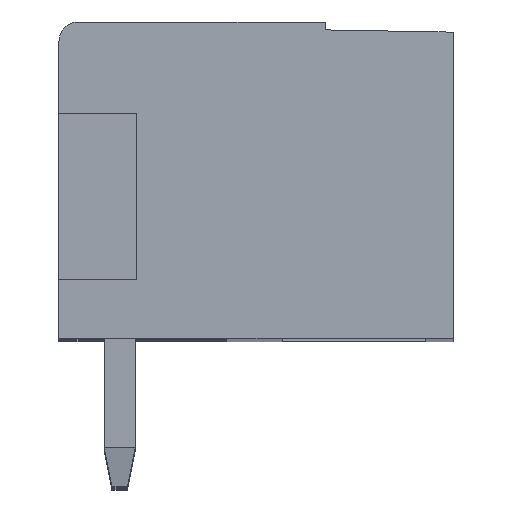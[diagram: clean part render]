
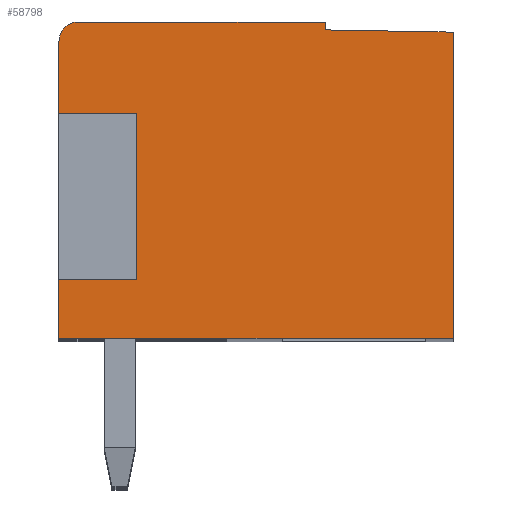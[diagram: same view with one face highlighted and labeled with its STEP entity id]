
A CAD part, top view. The second image highlights one B-rep face of the part: STEP entity #58798.
In plain terms, the highlighted planar face has unit normal (0, 0, 1).
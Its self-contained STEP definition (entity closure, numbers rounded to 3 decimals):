
#515=DIRECTION('',(-1.,0.,0.));
#516=VECTOR('',#515,6.326);
#517=CARTESIAN_POINT('',(-13.889,8.199,168.212));
#518=LINE('',#517,#516);
#21131=DIRECTION('',(0.,-1.,0.));
#21132=VECTOR('',#21131,7.84);
#21133=CARTESIAN_POINT('',(-10.615,7.94,
168.212));
#21134=LINE('',#21133,#21132);
#21135=DIRECTION('',(-1.,0.,0.));
#21136=VECTOR('',#21135,10.1);
#21137=CARTESIAN_POINT('',(-10.615,0.099,
168.212));
#21138=LINE('',#21137,#21136);
#21139=DIRECTION('',(0.,1.,0.));
#21140=VECTOR('',#21139,1.5);
#21141=CARTESIAN_POINT('',(-20.715,0.099,
168.212));
#21142=LINE('',#21141,#21140);
#21143=DIRECTION('',(1.,0.,0.));
#21144=VECTOR('',#21143,2.);
#21145=CARTESIAN_POINT('',(-20.715,1.599,
168.212));
#21146=LINE('',#21145,#21144);
#21147=DIRECTION('',(0.,1.,0.));
#21148=VECTOR('',#21147,1.85);
#21149=CARTESIAN_POINT('',(-20.715,5.849,
168.212));
#21150=LINE('',#21149,#21148);
#21151=CARTESIAN_POINT('',(-20.215,7.699,
168.212));
#21152=DIRECTION('',(0.,0.,-1.));
#21153=DIRECTION('',(-1.,0.,0.));
#21154=AXIS2_PLACEMENT_3D('',#21151,#21152,#21153);
#21156=DIRECTION('',(0.,-1.,0.));
#21157=VECTOR('',#21156,0.202);
#21158=CARTESIAN_POINT('',(-13.889,8.199,
168.212));
#21159=LINE('',#21158,#21157);
#21160=DIRECTION('',(1.,-0.017,0.));
#21161=VECTOR('',#21160,3.274);
#21162=CARTESIAN_POINT('',(-13.889,7.997,
168.212));
#21163=LINE('',#21162,#21161);
#21192=DIRECTION('',(1.,0.,0.));
#21193=VECTOR('',#21192,2.);
#21194=CARTESIAN_POINT('',(-20.715,5.849,
168.212));
#21195=LINE('',#21194,#21193);
#21200=DIRECTION('',(0.,-1.,0.));
#21201=VECTOR('',#21200,4.25);
#21202=CARTESIAN_POINT('',(-18.715,5.849,
168.212));
#21203=LINE('',#21202,#21201);
#21204=CARTESIAN_POINT('',(-10.615,7.94,
168.212));
#21205=CARTESIAN_POINT('',(-10.615,0.099,
168.212));
#21206=VERTEX_POINT('',#21204);
#21207=VERTEX_POINT('',#21205);
#21440=CARTESIAN_POINT('',(-20.715,5.849,
168.212));
#21441=CARTESIAN_POINT('',(-20.715,7.699,
168.212));
#21442=VERTEX_POINT('',#21440);
#21443=VERTEX_POINT('',#21441);
#21448=CARTESIAN_POINT('',(-20.715,1.599,
168.212));
#21449=VERTEX_POINT('',#21448);
#21450=CARTESIAN_POINT('',(-20.715,0.099,
168.212));
#21451=VERTEX_POINT('',#21450);
#21480=CARTESIAN_POINT('',(-20.215,8.199,
168.212));
#21481=VERTEX_POINT('',#21480);
#21482=CARTESIAN_POINT('',(-13.889,8.199,
168.212));
#21483=VERTEX_POINT('',#21482);
#21484=CARTESIAN_POINT('',(-13.889,7.997,
168.212));
#21485=VERTEX_POINT('',#21484);
#21486=CARTESIAN_POINT('',(-18.715,1.599,
168.212));
#21487=VERTEX_POINT('',#21486);
#21488=CARTESIAN_POINT('',(-18.715,5.849,
168.212));
#21489=VERTEX_POINT('',#21488);
#58777=CARTESIAN_POINT('',(-10.615,0.099,
168.212));
#58778=DIRECTION('',(0.,0.,-1.));
#58779=DIRECTION('',(0.,1.,0.));
#58780=AXIS2_PLACEMENT_3D('',#58777,#58778,#58779);
#58781=PLANE('',#58780);
#58782=ORIENTED_EDGE('',*,*,#27737,.T.);
#58783=ORIENTED_EDGE('',*,*,#30279,.T.);
#58784=ORIENTED_EDGE('',*,*,#28282,.T.);
#58786=ORIENTED_EDGE('',*,*,#58785,.T.);
#58788=ORIENTED_EDGE('',*,*,#58787,.F.);
#58790=ORIENTED_EDGE('',*,*,#58789,.F.);
#58791=ORIENTED_EDGE('',*,*,#28274,.T.);
#58792=ORIENTED_EDGE('',*,*,#28239,.T.);
#58793=ORIENTED_EDGE('',*,*,#28224,.F.);
#58794=ORIENTED_EDGE('',*,*,#28209,.T.);
#58795=ORIENTED_EDGE('',*,*,#28194,.T.);
#58796=EDGE_LOOP('',(#58782,#58783,#58784,#58786,#58788,#58790,#58791,#58792,
#58793,#58794,#58795));
#58797=FACE_OUTER_BOUND('',#58796,.F.);
#21155=CIRCLE('',#21154,0.5);
#27737=EDGE_CURVE('',#21206,#21207,#21134,.T.);
#28194=EDGE_CURVE('',#21485,#21206,#21163,.T.);
#28209=EDGE_CURVE('',#21483,#21485,#21159,.T.);
#28224=EDGE_CURVE('',#21483,#21481,#518,.T.);
#28239=EDGE_CURVE('',#21443,#21481,#21155,.T.);
#28274=EDGE_CURVE('',#21442,#21443,#21150,.T.);
#28282=EDGE_CURVE('',#21451,#21449,#21142,.T.);
#30279=EDGE_CURVE('',#21207,#21451,#21138,.T.);
#58785=EDGE_CURVE('',#21449,#21487,#21146,.T.);
#58787=EDGE_CURVE('',#21489,#21487,#21203,.T.);
#58789=EDGE_CURVE('',#21442,#21489,#21195,.T.);
#58798=ADVANCED_FACE('',(#58797),#58781,.F.);
